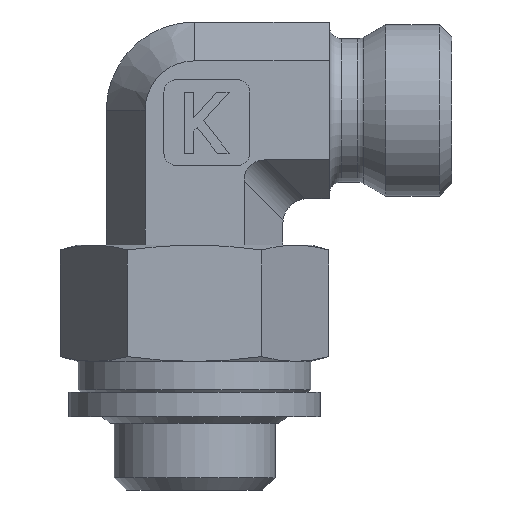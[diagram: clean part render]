
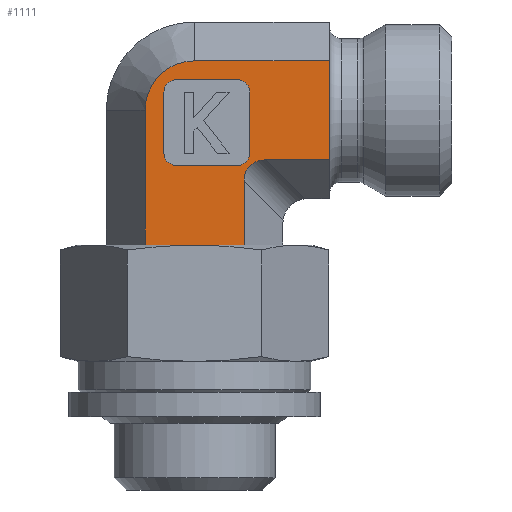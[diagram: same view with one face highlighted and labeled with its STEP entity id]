
A CAD part, left-side view. The second image highlights one B-rep face of the part: STEP entity #1111.
In plain terms, the highlighted planar face has unit normal (-1, 0, 0).
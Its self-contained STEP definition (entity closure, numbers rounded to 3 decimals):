
#387=CARTESIAN_POINT('',(-7.,4.041,1.));
#388=VERTEX_POINT('',#387);
#389=CARTESIAN_POINT('',(-7.,0.,1.));
#390=VERTEX_POINT('',#389);
#391=CARTESIAN_POINT('',(-7.,4.041,1.));
#392=DIRECTION('',(0.0,-1.0,0.0));
#393=VECTOR('',#392,4.041);
#394=LINE('',#391,#393);
#395=EDGE_CURVE('',#388,#390,#394,.T.);
#418=CARTESIAN_POINT('',(-7.,-4.041,1.));
#419=VERTEX_POINT('',#418);
#428=CARTESIAN_POINT('',(-7.,0.,1.));
#429=DIRECTION('',(0.0,-1.0,0.0));
#430=VECTOR('',#429,4.041);
#431=LINE('',#428,#430);
#432=EDGE_CURVE('',#390,#419,#431,.T.);
#924=CARTESIAN_POINT('',(-7.,-11.,7.959));
#925=VERTEX_POINT('',#924);
#926=CARTESIAN_POINT('',(-7.,-11.,16.041));
#927=VERTEX_POINT('',#926);
#928=CARTESIAN_POINT('',(-7.,-11.,7.959));
#929=DIRECTION('',(0.0,0.0,1.0));
#930=VECTOR('',#929,8.083);
#931=LINE('',#928,#930);
#932=EDGE_CURVE('',#925,#927,#931,.T.);
#985=CARTESIAN_POINT('',(-7.,-4.041,0.0));
#986=DIRECTION('',(-1.0,0.0,0.0));
#987=DIRECTION('',(0.0,0.0,1.0));
#988=AXIS2_PLACEMENT_3D('',#985,#986,#987);
#989=PLANE('',#988);
#990=ORIENTED_EDGE('',*,*,#432,.T.);
#991=CARTESIAN_POINT('',(-7.,-4.041,6.226));
#992=VERTEX_POINT('',#991);
#993=CARTESIAN_POINT('',(-7.,-4.041,1.));
#994=DIRECTION('',(0.0,0.0,1.0));
#995=VECTOR('',#994,5.226);
#996=LINE('',#993,#995);
#997=EDGE_CURVE('',#419,#992,#996,.T.);
#998=ORIENTED_EDGE('',*,*,#997,.T.);
#999=CARTESIAN_POINT('',(-7.,-5.774,7.959));
#1000=VERTEX_POINT('',#999);
#1001=CARTESIAN_POINT('',(-7.,-6.351,5.649));
#1002=DIRECTION('',(-1.0,0.0,0.0));
#1003=DIRECTION('',(0.0,0.707,0.707));
#1004=AXIS2_PLACEMENT_3D('',#1001,#1002,#1003);
#1005=ELLIPSE('',#1004,2.582,2.0);
#1006=EDGE_CURVE('',#1000,#992,#1005,.T.);
#1007=ORIENTED_EDGE('',*,*,#1006,.F.);
#1008=CARTESIAN_POINT('',(-7.,-5.774,7.959));
#1009=DIRECTION('',(0.0,-1.0,0.0));
#1010=VECTOR('',#1009,5.226);
#1011=LINE('',#1008,#1010);
#1012=EDGE_CURVE('',#1000,#925,#1011,.T.);
#1013=ORIENTED_EDGE('',*,*,#1012,.T.);
#1014=ORIENTED_EDGE('',*,*,#932,.T.);
#1015=CARTESIAN_POINT('',(-7.,0.,16.041));
#1016=VERTEX_POINT('',#1015);
#1017=CARTESIAN_POINT('',(-7.,0.,16.041));
#1018=DIRECTION('',(0.0,-1.0,0.0));
#1019=VECTOR('',#1018,11.0);
#1020=LINE('',#1017,#1019);
#1021=EDGE_CURVE('',#1016,#927,#1020,.T.);
#1022=ORIENTED_EDGE('',*,*,#1021,.F.);
#1023=CARTESIAN_POINT('',(-7.,4.041,12.));
#1024=VERTEX_POINT('',#1023);
#1025=CARTESIAN_POINT('',(-7.,0.,12.));
#1026=DIRECTION('',(-1.0,0.0,0.0));
#1027=DIRECTION('',(0.0,0.0,1.0));
#1028=AXIS2_PLACEMENT_3D('',#1025,#1026,#1027);
#1029=CIRCLE('',#1028,4.041);
#1030=EDGE_CURVE('',#1016,#1024,#1029,.T.);
#1031=ORIENTED_EDGE('',*,*,#1030,.T.);
#1032=CARTESIAN_POINT('',(-7.,4.041,1.));
#1033=DIRECTION('',(0.0,0.0,1.0));
#1034=VECTOR('',#1033,11.);
#1035=LINE('',#1032,#1034);
#1036=EDGE_CURVE('',#388,#1024,#1035,.T.);
#1037=ORIENTED_EDGE('',*,*,#1036,.F.);
#1038=ORIENTED_EDGE('',*,*,#395,.T.);
#1039=EDGE_LOOP('',(#990,#998,#1007,#1013,#1014,#1022,#1031,#1037,#1038));
#1040=FACE_OUTER_BOUND('',#1039,.T.);
#1041=CARTESIAN_POINT('',(-7.,-3.5,7.5));
#1042=VERTEX_POINT('',#1041);
#1043=CARTESIAN_POINT('',(-7.,1.5,7.5));
#1044=VERTEX_POINT('',#1043);
#1045=CARTESIAN_POINT('',(-7.,-3.5,7.5));
#1046=DIRECTION('',(0.0,1.0,0.0));
#1047=VECTOR('',#1046,5.);
#1048=LINE('',#1045,#1047);
#1049=EDGE_CURVE('',#1042,#1044,#1048,.T.);
#1050=ORIENTED_EDGE('',*,*,#1049,.T.);
#1051=CARTESIAN_POINT('',(-7.,2.5,8.5));
#1052=VERTEX_POINT('',#1051);
#1053=CARTESIAN_POINT('',(-7.,1.5,8.5));
#1054=DIRECTION('',(-1.0,0.0,0.0));
#1055=DIRECTION('',(0.0,0.707,-0.707));
#1056=AXIS2_PLACEMENT_3D('',#1053,#1054,#1055);
#1057=CIRCLE('',#1056,1.0);
#1058=EDGE_CURVE('',#1052,#1044,#1057,.T.);
#1059=ORIENTED_EDGE('',*,*,#1058,.F.);
#1060=CARTESIAN_POINT('',(-7.,2.5,13.5));
#1061=VERTEX_POINT('',#1060);
#1062=CARTESIAN_POINT('',(-7.,2.5,8.5));
#1063=DIRECTION('',(0.0,0.0,1.0));
#1064=VECTOR('',#1063,5.);
#1065=LINE('',#1062,#1064);
#1066=EDGE_CURVE('',#1052,#1061,#1065,.T.);
#1067=ORIENTED_EDGE('',*,*,#1066,.T.);
#1068=CARTESIAN_POINT('',(-7.,1.5,14.5));
#1069=VERTEX_POINT('',#1068);
#1070=CARTESIAN_POINT('',(-7.,1.5,13.5));
#1071=DIRECTION('',(-1.0,0.0,0.0));
#1072=DIRECTION('',(0.0,0.707,0.707));
#1073=AXIS2_PLACEMENT_3D('',#1070,#1071,#1072);
#1074=CIRCLE('',#1073,1.0);
#1075=EDGE_CURVE('',#1069,#1061,#1074,.T.);
#1076=ORIENTED_EDGE('',*,*,#1075,.F.);
#1077=CARTESIAN_POINT('',(-7.,-3.5,14.5));
#1078=VERTEX_POINT('',#1077);
#1079=CARTESIAN_POINT('',(-7.,1.5,14.5));
#1080=DIRECTION('',(0.0,-1.0,0.0));
#1081=VECTOR('',#1080,5.);
#1082=LINE('',#1079,#1081);
#1083=EDGE_CURVE('',#1069,#1078,#1082,.T.);
#1084=ORIENTED_EDGE('',*,*,#1083,.T.);
#1085=CARTESIAN_POINT('',(-7.,-4.5,13.5));
#1086=VERTEX_POINT('',#1085);
#1087=CARTESIAN_POINT('',(-7.,-3.5,13.5));
#1088=DIRECTION('',(-1.0,0.0,0.0));
#1089=DIRECTION('',(0.0,-0.707,0.707));
#1090=AXIS2_PLACEMENT_3D('',#1087,#1088,#1089);
#1091=CIRCLE('',#1090,1.0);
#1092=EDGE_CURVE('',#1086,#1078,#1091,.T.);
#1093=ORIENTED_EDGE('',*,*,#1092,.F.);
#1094=CARTESIAN_POINT('',(-7.,-4.5,8.5));
#1095=VERTEX_POINT('',#1094);
#1096=CARTESIAN_POINT('',(-7.,-4.5,13.5));
#1097=DIRECTION('',(0.0,0.0,-1.0));
#1098=VECTOR('',#1097,5.);
#1099=LINE('',#1096,#1098);
#1100=EDGE_CURVE('',#1086,#1095,#1099,.T.);
#1101=ORIENTED_EDGE('',*,*,#1100,.T.);
#1102=CARTESIAN_POINT('',(-7.,-3.5,8.5));
#1103=DIRECTION('',(-1.0,0.0,0.0));
#1104=DIRECTION('',(0.0,-0.707,-0.707));
#1105=AXIS2_PLACEMENT_3D('',#1102,#1103,#1104);
#1106=CIRCLE('',#1105,1.0);
#1107=EDGE_CURVE('',#1042,#1095,#1106,.T.);
#1108=ORIENTED_EDGE('',*,*,#1107,.F.);
#1109=EDGE_LOOP('',(#1050,#1059,#1067,#1076,#1084,#1093,#1101,#1108));
#1110=FACE_BOUND('',#1109,.T.);
#1111=ADVANCED_FACE('',(#1040,#1110),#989,.T.);
